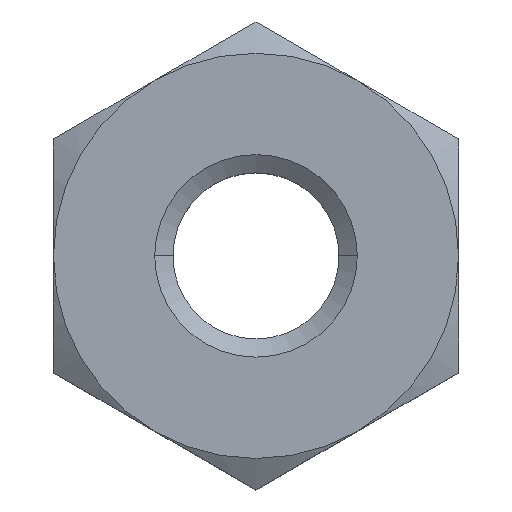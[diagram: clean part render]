
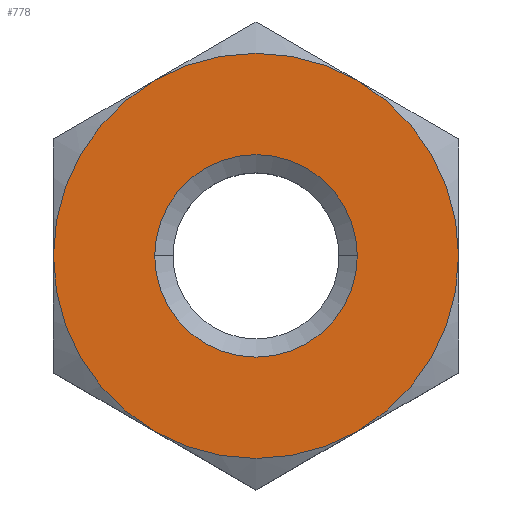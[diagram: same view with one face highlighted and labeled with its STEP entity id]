
A CAD part, top view. The second image highlights one B-rep face of the part: STEP entity #778.
In plain terms, the highlighted planar face has unit normal (0, 0, 1).
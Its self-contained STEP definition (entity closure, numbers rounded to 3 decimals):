
#13 = CARTESIAN_POINT ( 'NONE',  ( 0., 2.887, 0. ) ) ;
#30 = CARTESIAN_POINT ( 'NONE',  ( 2.5, 0., 0. ) ) ;
#46 = EDGE_CURVE ( 'NONE', #700, #550, #413, .T. ) ;
#54 = CARTESIAN_POINT ( 'NONE',  ( -1.25, 0., 0. ) ) ;
#73 = CARTESIAN_POINT ( 'NONE',  ( 0., 0., 0. ) ) ;
#79 = PLANE ( 'NONE',  #868 ) ;
#80 = ORIENTED_EDGE ( 'NONE', *, *, #691, .F. ) ;
#105 = ORIENTED_EDGE ( 'NONE', *, *, #416, .F. ) ;
#141 = CIRCLE ( 'NONE', #274, 1.25 ) ;
#149 = DIRECTION ( 'NONE',  ( 0., 0., -1. ) ) ;
#153 = DIRECTION ( 'NONE',  ( 0., 0., -1. ) ) ;
#155 = DIRECTION ( 'NONE',  ( -1., 0., 0. ) ) ;
#172 = CIRCLE ( 'NONE', #217, 2.5 ) ;
#173 = EDGE_CURVE ( 'NONE', #550, #690, #693, .T. ) ;
#204 = VERTEX_POINT ( 'NONE', #330 ) ;
#209 = CIRCLE ( 'NONE', #447, 2.5 ) ;
#210 = DIRECTION ( 'NONE',  ( 0., 0., 1. ) ) ;
#213 = CARTESIAN_POINT ( 'NONE',  ( -2.5, 0., 0. ) ) ;
#217 = AXIS2_PLACEMENT_3D ( 'NONE', #818, #149, #278 ) ;
#227 = DIRECTION ( 'NONE',  ( -1., 0., 0. ) ) ;
#266 = AXIS2_PLACEMENT_3D ( 'NONE', #660, #319, #507 ) ;
#274 = AXIS2_PLACEMENT_3D ( 'NONE', #73, #210, #689 ) ;
#277 = CARTESIAN_POINT ( 'NONE',  ( 1.25, 2.165, 0. ) ) ;
#278 = DIRECTION ( 'NONE',  ( -1., 0., 0. ) ) ;
#310 = EDGE_CURVE ( 'NONE', #345, #704, #172, .T. ) ;
#312 = CARTESIAN_POINT ( 'NONE',  ( -1.25, -2.165, 0. ) ) ;
#319 = DIRECTION ( 'NONE',  ( 0., 0., -1. ) ) ;
#327 = DIRECTION ( 'NONE',  ( 1., 0., 0. ) ) ;
#330 = CARTESIAN_POINT ( 'NONE',  ( 1.25, 0., 0. ) ) ;
#332 = AXIS2_PLACEMENT_3D ( 'NONE', #659, #860, #520 ) ;
#335 = CIRCLE ( 'NONE', #332, 1.25 ) ;
#345 = VERTEX_POINT ( 'NONE', #30 ) ;
#349 = AXIS2_PLACEMENT_3D ( 'NONE', #391, #614, #867 ) ;
#391 = CARTESIAN_POINT ( 'NONE',  ( 0., 0., 0. ) ) ;
#413 = CIRCLE ( 'NONE', #266, 2.5 ) ;
#414 = FACE_OUTER_BOUND ( 'NONE', #877, .T. ) ;
#416 = EDGE_CURVE ( 'NONE', #646, #204, #335, .T. ) ;
#430 = EDGE_LOOP ( 'NONE', ( #80, #105 ) ) ;
#439 = ORIENTED_EDGE ( 'NONE', *, *, #46, .F. ) ;
#447 = AXIS2_PLACEMENT_3D ( 'NONE', #767, #835, #227 ) ;
#472 = CIRCLE ( 'NONE', #602, 2.5 ) ;
#478 = VERTEX_POINT ( 'NONE', #312 ) ;
#496 = CARTESIAN_POINT ( 'NONE',  ( 0., 0., 0. ) ) ;
#507 = DIRECTION ( 'NONE',  ( -1., 0., 0. ) ) ;
#520 = DIRECTION ( 'NONE',  ( 1., 0., 0. ) ) ;
#531 = CARTESIAN_POINT ( 'NONE',  ( -1.25, 2.165, 0. ) ) ;
#548 = AXIS2_PLACEMENT_3D ( 'NONE', #736, #673, #327 ) ;
#550 = VERTEX_POINT ( 'NONE', #531 ) ;
#557 = EDGE_CURVE ( 'NONE', #345, #690, #696, .T. ) ;
#564 = DIRECTION ( 'NONE',  ( -1., 0., 0. ) ) ;
#602 = AXIS2_PLACEMENT_3D ( 'NONE', #496, #761, #564 ) ;
#614 = DIRECTION ( 'NONE',  ( 0., 0., -1. ) ) ;
#646 = VERTEX_POINT ( 'NONE', #54 ) ;
#659 = CARTESIAN_POINT ( 'NONE',  ( 0., 0., 0. ) ) ;
#660 = CARTESIAN_POINT ( 'NONE',  ( 0., 0., 0. ) ) ;
#669 = ORIENTED_EDGE ( 'NONE', *, *, #310, .F. ) ;
#673 = DIRECTION ( 'NONE',  ( 0., 0., 1. ) ) ;
#686 = CARTESIAN_POINT ( 'NONE',  ( 1.25, -2.165, 0. ) ) ;
#689 = DIRECTION ( 'NONE',  ( 1., 0., 0. ) ) ;
#690 = VERTEX_POINT ( 'NONE', #277 ) ;
#691 = EDGE_CURVE ( 'NONE', #204, #646, #141, .T. ) ;
#693 = CIRCLE ( 'NONE', #349, 2.5 ) ;
#696 = CIRCLE ( 'NONE', #548, 2.5 ) ;
#700 = VERTEX_POINT ( 'NONE', #213 ) ;
#704 = VERTEX_POINT ( 'NONE', #686 ) ;
#736 = CARTESIAN_POINT ( 'NONE',  ( 0., 0., 0. ) ) ;
#740 = ORIENTED_EDGE ( 'NONE', *, *, #831, .F. ) ;
#761 = DIRECTION ( 'NONE',  ( 0., 0., -1. ) ) ;
#767 = CARTESIAN_POINT ( 'NONE',  ( 0., 0., 0. ) ) ;
#778 = ADVANCED_FACE ( 'NONE', ( #414, #844 ), #79, .F. ) ;
#818 = CARTESIAN_POINT ( 'NONE',  ( 0., 0., 0. ) ) ;
#822 = EDGE_CURVE ( 'NONE', #704, #478, #209, .T. ) ;
#831 = EDGE_CURVE ( 'NONE', #478, #700, #472, .T. ) ;
#835 = DIRECTION ( 'NONE',  ( 0., 0., -1. ) ) ;
#844 = FACE_BOUND ( 'NONE', #430, .T. ) ;
#857 = ORIENTED_EDGE ( 'NONE', *, *, #173, .F. ) ;
#860 = DIRECTION ( 'NONE',  ( 0., 0., 1. ) ) ;
#864 = ORIENTED_EDGE ( 'NONE', *, *, #822, .F. ) ;
#867 = DIRECTION ( 'NONE',  ( -1., 0., 0. ) ) ;
#868 = AXIS2_PLACEMENT_3D ( 'NONE', #13, #153, #155 ) ;
#877 = EDGE_LOOP ( 'NONE', ( #439, #740, #864, #669, #880, #857 ) ) ;
#880 = ORIENTED_EDGE ( 'NONE', *, *, #557, .T. ) ;
